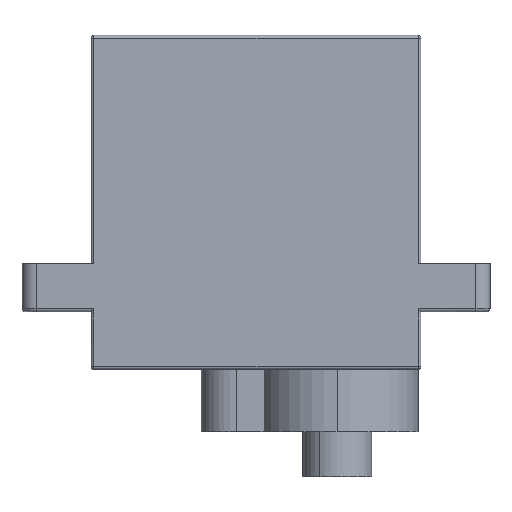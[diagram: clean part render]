
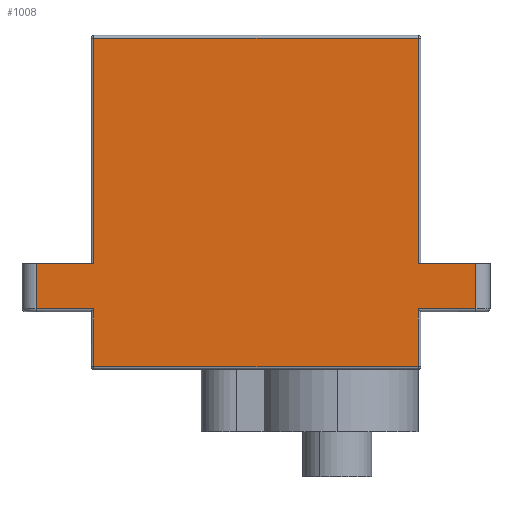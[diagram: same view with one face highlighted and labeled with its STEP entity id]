
A CAD part, left-side view. The second image highlights one B-rep face of the part: STEP entity #1008.
In plain terms, the highlighted planar face has unit normal (-1, 0, 0).
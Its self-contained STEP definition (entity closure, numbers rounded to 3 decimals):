
#52 = CARTESIAN_POINT ( 'NONE',  ( 0., 27.3, -19.4 ) ) ;
#85 = EDGE_CURVE ( 'NONE', #692, #2323, #1730, .T. ) ;
#95 = ORIENTED_EDGE ( 'NONE', *, *, #85, .T. ) ;
#102 = VERTEX_POINT ( 'NONE', #155 ) ;
#111 = DIRECTION ( 'NONE',  ( 0., 0., 1. ) ) ;
#142 = LINE ( 'NONE', #553, #399 ) ;
#144 = EDGE_CURVE ( 'NONE', #1284, #692, #2464, .T. ) ;
#155 = CARTESIAN_POINT ( 'NONE',  ( 0., 23.2, -23.5 ) ) ;
#156 = FACE_OUTER_BOUND ( 'NONE', #2343, .T. ) ;
#158 = VERTEX_POINT ( 'NONE', #702 ) ;
#168 = EDGE_CURVE ( 'NONE', #2323, #1632, #1490, .T. ) ;
#179 = LINE ( 'NONE', #611, #549 ) ;
#191 = EDGE_CURVE ( 'NONE', #102, #2191, #142, .T. ) ;
#287 = ORIENTED_EDGE ( 'NONE', *, *, #1192, .T. ) ;
#289 = DIRECTION ( 'NONE',  ( 0., 0., 1. ) ) ;
#335 = ORIENTED_EDGE ( 'NONE', *, *, #168, .T. ) ;
#399 = VECTOR ( 'NONE', #716, 1000. ) ;
#418 = ORIENTED_EDGE ( 'NONE', *, *, #851, .F. ) ;
#429 = CARTESIAN_POINT ( 'NONE',  ( 0., -3.9, -16.2 ) ) ;
#478 = LINE ( 'NONE', #2028, #501 ) ;
#487 = DIRECTION ( 'NONE',  ( 0., 0., -1. ) ) ;
#501 = VECTOR ( 'NONE', #1683, 1000. ) ;
#528 = AXIS2_PLACEMENT_3D ( 'NONE', #1522, #1741, #2517 ) ;
#543 = VERTEX_POINT ( 'NONE', #1673 ) ;
#549 = VECTOR ( 'NONE', #1779, 1000. ) ;
#553 = CARTESIAN_POINT ( 'NONE',  ( 0., 0., -23.5 ) ) ;
#554 = PLANE ( 'NONE',  #528 ) ;
#577 = CARTESIAN_POINT ( 'NONE',  ( 0., -3.9, -19.4 ) ) ;
#611 = CARTESIAN_POINT ( 'NONE',  ( 0., -4.9, -16.2 ) ) ;
#625 = VECTOR ( 'NONE', #2003, 1000. ) ;
#629 = LINE ( 'NONE', #2402, #980 ) ;
#692 = VERTEX_POINT ( 'NONE', #2508 ) ;
#702 = CARTESIAN_POINT ( 'NONE',  ( 0., 23.2, -19.4 ) ) ;
#716 = DIRECTION ( 'NONE',  ( 0., -1., 0. ) ) ;
#726 = VERTEX_POINT ( 'NONE', #1332 ) ;
#833 = VERTEX_POINT ( 'NONE', #1019 ) ;
#851 = EDGE_CURVE ( 'NONE', #833, #1632, #2006, .T. ) ;
#910 = DIRECTION ( 'NONE',  ( 0., 0., -1. ) ) ;
#980 = VECTOR ( 'NONE', #979, 1000. ) ;
#979 = DIRECTION ( 'NONE',  ( 0., -1., 0. ) ) ;
#1000 = ORIENTED_EDGE ( 'NONE', *, *, #1807, .T. ) ;
#1008 = ADVANCED_FACE ( 'NONE', ( #156 ), #554, .T. ) ;
#1019 = CARTESIAN_POINT ( 'NONE',  ( 0., 27.3, -16.2 ) ) ;
#1030 = CARTESIAN_POINT ( 'NONE',  ( 0., 23.4, -16.2 ) ) ;
#1047 = LINE ( 'NONE', #52, #1618 ) ;
#1192 = EDGE_CURVE ( 'NONE', #2423, #1644, #1605, .T. ) ;
#1203 = CARTESIAN_POINT ( 'NONE',  ( 0., -4.9, -19.4 ) ) ;
#1208 = DIRECTION ( 'NONE',  ( 0., 0., 1. ) ) ;
#1212 = CARTESIAN_POINT ( 'NONE',  ( 0., 23.2, -16.2 ) ) ;
#1215 = ORIENTED_EDGE ( 'NONE', *, *, #1906, .T. ) ;
#1235 = DIRECTION ( 'NONE',  ( 0., -1., 0. ) ) ;
#1284 = VERTEX_POINT ( 'NONE', #2449 ) ;
#1298 = VECTOR ( 'NONE', #289, 1000. ) ;
#1300 = CARTESIAN_POINT ( 'NONE',  ( 0., 23.2, -0.2 ) ) ;
#1330 = VECTOR ( 'NONE', #2314, 1000. ) ;
#1332 = CARTESIAN_POINT ( 'NONE',  ( 0., -3.9, -16.2 ) ) ;
#1359 = ORIENTED_EDGE ( 'NONE', *, *, #2094, .T. ) ;
#1360 = EDGE_CURVE ( 'NONE', #158, #102, #478, .T. ) ;
#1386 = VECTOR ( 'NONE', #1208, 1000. ) ;
#1402 = VECTOR ( 'NONE', #910, 1000. ) ;
#1415 = VECTOR ( 'NONE', #1235, 1000. ) ;
#1490 = LINE ( 'NONE', #2477, #1402 ) ;
#1522 = CARTESIAN_POINT ( 'NONE',  ( 0., 0., 0. ) ) ;
#1558 = CARTESIAN_POINT ( 'NONE',  ( 0., 0.2, -23.5 ) ) ;
#1605 = LINE ( 'NONE', #1203, #625 ) ;
#1618 = VECTOR ( 'NONE', #487, 1000. ) ;
#1632 = VERTEX_POINT ( 'NONE', #1212 ) ;
#1644 = VERTEX_POINT ( 'NONE', #577 ) ;
#1673 = CARTESIAN_POINT ( 'NONE',  ( 0., 27.3, -19.4 ) ) ;
#1676 = ORIENTED_EDGE ( 'NONE', *, *, #1360, .T. ) ;
#1683 = DIRECTION ( 'NONE',  ( 0., 0., -1. ) ) ;
#1717 = CARTESIAN_POINT ( 'NONE',  ( 0., 23.4, -0.2 ) ) ;
#1730 = LINE ( 'NONE', #1717, #1330 ) ;
#1741 = DIRECTION ( 'NONE',  ( -1., 0., 0. ) ) ;
#1765 = EDGE_CURVE ( 'NONE', #1284, #726, #179, .T. ) ;
#1779 = DIRECTION ( 'NONE',  ( 0., -1., 0. ) ) ;
#1807 = EDGE_CURVE ( 'NONE', #833, #543, #1047, .T. ) ;
#1859 = CARTESIAN_POINT ( 'NONE',  ( 0., 0.2, -19.6 ) ) ;
#1906 = EDGE_CURVE ( 'NONE', #2191, #2423, #2012, .T. ) ;
#1909 = CARTESIAN_POINT ( 'NONE',  ( 0., 0.2, 0. ) ) ;
#1912 = CARTESIAN_POINT ( 'NONE',  ( 0., 0.2, -19.4 ) ) ;
#1946 = LINE ( 'NONE', #429, #1386 ) ;
#2003 = DIRECTION ( 'NONE',  ( 0., -1., 0. ) ) ;
#2006 = LINE ( 'NONE', #1030, #1415 ) ;
#2010 = ORIENTED_EDGE ( 'NONE', *, *, #144, .T. ) ;
#2012 = LINE ( 'NONE', #1859, #1298 ) ;
#2028 = CARTESIAN_POINT ( 'NONE',  ( 0., 23.2, -23.7 ) ) ;
#2094 = EDGE_CURVE ( 'NONE', #543, #158, #629, .T. ) ;
#2124 = ORIENTED_EDGE ( 'NONE', *, *, #1765, .F. ) ;
#2185 = ORIENTED_EDGE ( 'NONE', *, *, #2227, .T. ) ;
#2191 = VERTEX_POINT ( 'NONE', #1558 ) ;
#2227 = EDGE_CURVE ( 'NONE', #1644, #726, #1946, .T. ) ;
#2314 = DIRECTION ( 'NONE',  ( 0., 1., 0. ) ) ;
#2323 = VERTEX_POINT ( 'NONE', #1300 ) ;
#2343 = EDGE_LOOP ( 'NONE', ( #418, #1000, #1359, #1676, #2552, #1215, #287, #2185, #2124, #2010, #95, #335 ) ) ;
#2402 = CARTESIAN_POINT ( 'NONE',  ( 0., 23.4, -19.4 ) ) ;
#2423 = VERTEX_POINT ( 'NONE', #1912 ) ;
#2449 = CARTESIAN_POINT ( 'NONE',  ( 0., 0.2, -16.2 ) ) ;
#2464 = LINE ( 'NONE', #1909, #2513 ) ;
#2477 = CARTESIAN_POINT ( 'NONE',  ( 0., 23.2, -16.2 ) ) ;
#2508 = CARTESIAN_POINT ( 'NONE',  ( 0., 0.2, -0.2 ) ) ;
#2513 = VECTOR ( 'NONE', #111, 1000. ) ;
#2517 = DIRECTION ( 'NONE',  ( 0., 0., 1. ) ) ;
#2552 = ORIENTED_EDGE ( 'NONE', *, *, #191, .T. ) ;
